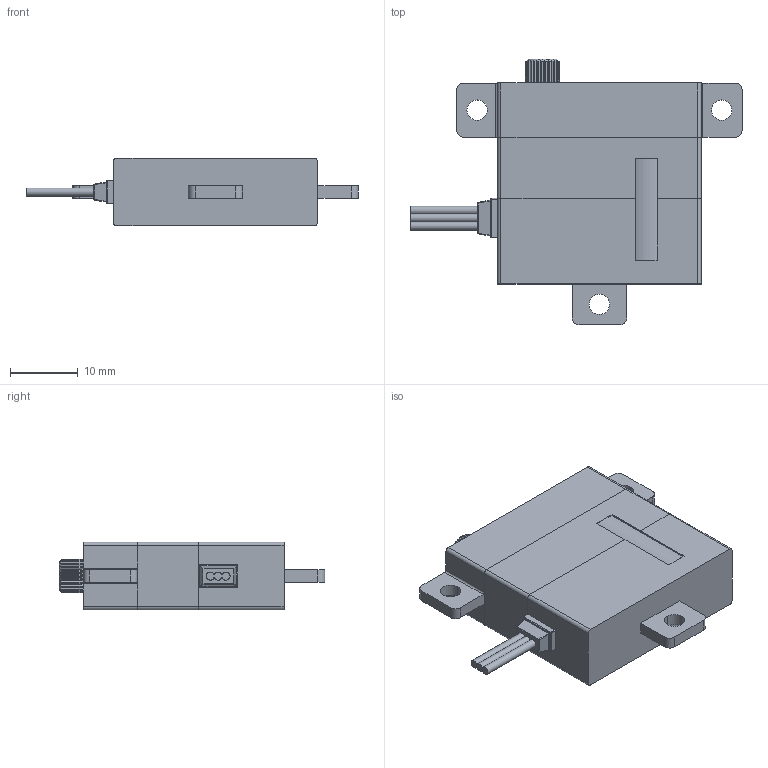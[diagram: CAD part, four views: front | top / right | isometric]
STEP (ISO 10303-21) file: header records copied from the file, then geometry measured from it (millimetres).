
FILE_DESCRIPTION(('Creo Elements/Direct Modeling STEP Export'),'2;1');
FILE_NAME('KST X10 Mini.stp','2021-12-23T20:30:40',(''),(''),'Creo Elements/Direct Modeling STEP processor for AP214 (Solid Model)','Creo Elements/Direct Modeling 20.3B 05-Dec-2020 (C) Parametric Technology GmbH','');
FILE_SCHEMA(('AUTOMOTIVE_DESIGN { 1 0 10303 214 1 1 1 1 }'));
Length unit declared in the file: millimetre
Products named in the file (2): KST X 10 Body; KST X10 Mini
Assembly tree (1 placements, depth 2):
  KST X10 Mini
    KST X 10 Body
Bounding box: 48.89 x 39.1 x 10 mm (x, y, z)
Volume: 9215 mm3; surface area: 3543.4 mm2
Topology: 1 solids, 1 shells, 224 faces, 601 edges, 376 vertices
Faces by surface type: cylinder 106, plane 104, sphere 8, bspline 4, cone 2
Entity records: 8034 total; most frequent: CARTESIAN_POINT 2050, ORIENTED_EDGE 1186, DIRECTION 1068, EDGE_CURVE 593, AXIS2_PLACEMENT_3D 378, VERTEX_POINT 376, VECTOR 312, LINE 312
